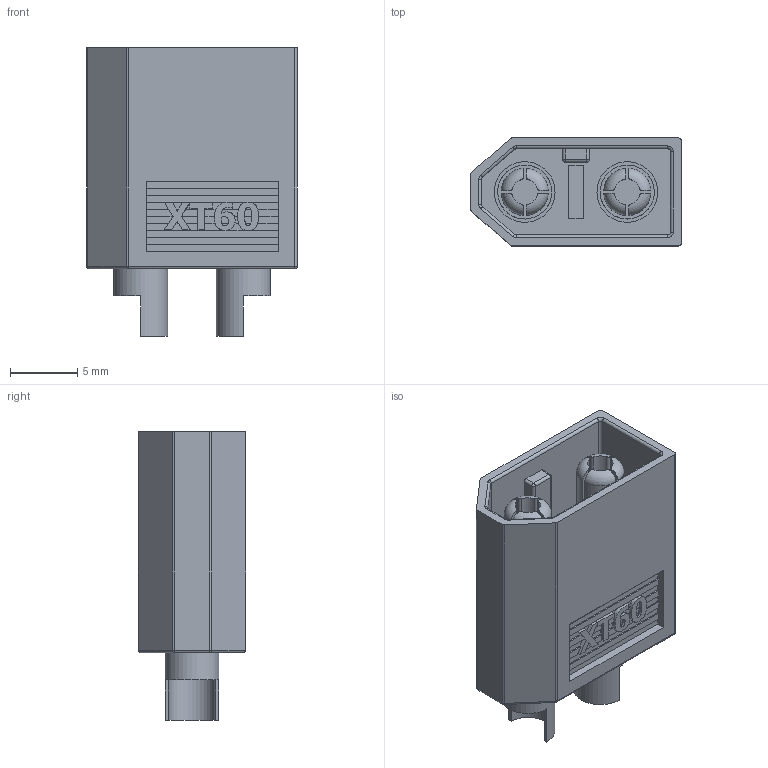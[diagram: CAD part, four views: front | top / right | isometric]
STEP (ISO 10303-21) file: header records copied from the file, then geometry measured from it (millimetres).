
FILE_DESCRIPTION(('FreeCAD Model'),'2;1');
FILE_NAME('XT60_Male.step','2016-11-08T20:36:32',('Author') ,(''),'Open CASCADE STEP processor 6.9','FreeCAD','Unknown');
FILE_SCHEMA(('AUTOMOTIVE_DESIGN { 1 0 10303 214 1 1 1 1 }'));
Length unit declared in the file: millimetre
Products named in the file (2): ASSEMBLY; XT60_Stecker
Assembly tree (1 placements, depth 2):
  ASSEMBLY
    XT60_Stecker
Bounding box: 15.6 x 8 x 21.4 mm (x, y, z)
Volume: 1138.7 mm3; surface area: 2183.5 mm2
Topology: 1 solids, 1 shells, 385 faces, 1047 edges, 686 vertices
Faces by surface type: plane 228, cylinder 71, bspline 62, torus 14, sphere 8, cone 2
Full cylindrical faces by diameter (mm): 3.5 x2, 4 x4, 4.5 x2, 6 x2
Entity records: 33216 total; most frequent: CARTESIAN_POINT 11144, DIRECTION 3045, ORIENTED_EDGE 2090, PCURVE 2090, DEFINITIONAL_REPRESENTATION 2090, LINE 2075, VECTOR 2075, EDGE_CURVE 1045
